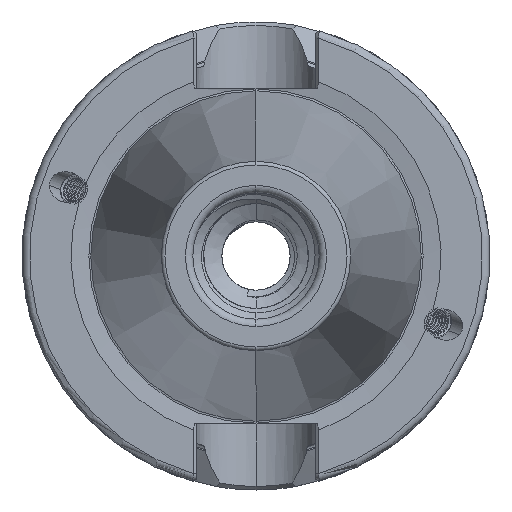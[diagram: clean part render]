
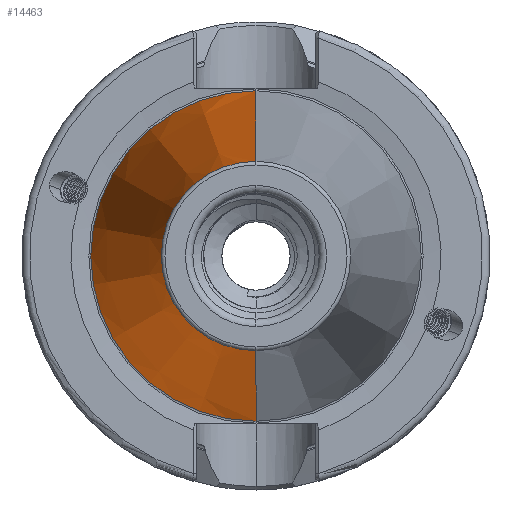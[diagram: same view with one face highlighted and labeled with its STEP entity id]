
A CAD part, left-side view. The second image highlights one B-rep face of the part: STEP entity #14463.
In plain terms, the highlighted conical face has half-angle 8.297 degrees and reference radius 22.24 mm.
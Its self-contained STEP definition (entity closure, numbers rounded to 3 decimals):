
#3080 = CARTESIAN_POINT ( 'NONE',  ( -0.9, 0., -22.24 ) ) ;
#3185 = CARTESIAN_POINT ( 'NONE',  ( -65.972, 0., -12.75 ) ) ;
#7425 = DIRECTION ( 'NONE',  ( 0., 0., -1. ) ) ;
#7436 = CARTESIAN_POINT ( 'NONE',  ( -65.972, 0., 0. ) ) ;
#7442 = DIRECTION ( 'NONE',  ( 1., 0., 0. ) ) ;
#7443 = DIRECTION ( 'NONE',  ( 1., 0., 0. ) ) ;
#7444 = CARTESIAN_POINT ( 'NONE',  ( -0.9, 0., 0. ) ) ;
#7453 = DIRECTION ( 'NONE',  ( 0., 0., -1. ) ) ;
#7558 = CARTESIAN_POINT ( 'NONE',  ( -0.9, 0., -22.24 ) ) ;
#7583 = DIRECTION ( 'NONE',  ( 0.99, 0., -0.144 ) ) ;
#8684 = CARTESIAN_POINT ( 'NONE',  ( -0.9, 0., 22.24 ) ) ;
#8707 = DIRECTION ( 'NONE',  ( 0.99, 0., 0.144 ) ) ;
#12654 = VERTEX_POINT ( 'NONE', #3080 ) ;
#12763 = VERTEX_POINT ( 'NONE', #3185 ) ;
#13677 = CARTESIAN_POINT ( 'NONE',  ( -65.972, 0., 12.75 ) ) ;
#13709 = CARTESIAN_POINT ( 'NONE',  ( -0.9, 0., 22.24 ) ) ;
#14463 = ADVANCED_FACE ( 'NONE', ( #28059 ), #28058, .T. ) ;
#15549 = CARTESIAN_POINT ( 'NONE',  ( -0.9, 0., 0. ) ) ;
#15565 = DIRECTION ( 'NONE',  ( 1., 0., 0. ) ) ;
#15584 = DIRECTION ( 'NONE',  ( 0., 0., -1. ) ) ;
#17114 = VECTOR ( 'NONE', #8707, 1000. ) ;
#17122 = LINE ( 'NONE', #8684, #17114 ) ;
#17999 = CIRCLE ( 'NONE', #20794, 22.24 ) ;
#18011 = CIRCLE ( 'NONE', #20792, 12.75 ) ;
#18041 = LINE ( 'NONE', #7558, #18046 ) ;
#18046 = VECTOR ( 'NONE', #7583, 1000. ) ;
#20792 = AXIS2_PLACEMENT_3D ( 'NONE', #7436, #7443, #7425 ) ;
#20794 = AXIS2_PLACEMENT_3D ( 'NONE', #7444, #7442, #7453 ) ;
#21092 = VERTEX_POINT ( 'NONE', #13677 ) ;
#21102 = VERTEX_POINT ( 'NONE', #13709 ) ;
#22491 = EDGE_CURVE ( 'NONE', #12654, #21102, #17999, .T. ) ;
#22492 = EDGE_CURVE ( 'NONE', #12763, #21092, #18011, .T. ) ;
#22518 = EDGE_CURVE ( 'NONE', #12763, #12654, #18041, .T. ) ;
#22534 = EDGE_CURVE ( 'NONE', #21092, #21102, #17122, .T. ) ;
#22639 = AXIS2_PLACEMENT_3D ( 'NONE', #15549, #15565, #15584 ) ;
#27704 = EDGE_LOOP ( 'NONE', ( #29537, #29578, #29556, #29542 ) ) ;
#28058 = CONICAL_SURFACE ( 'NONE', #22639, 22.24, 0.145 ) ;
#28059 = FACE_OUTER_BOUND ( 'NONE', #27704, .T. ) ;
#29537 = ORIENTED_EDGE ( 'NONE', *, *, #22492, .T. ) ;
#29542 = ORIENTED_EDGE ( 'NONE', *, *, #22518, .F. ) ;
#29556 = ORIENTED_EDGE ( 'NONE', *, *, #22491, .F. ) ;
#29578 = ORIENTED_EDGE ( 'NONE', *, *, #22534, .T. ) ;
